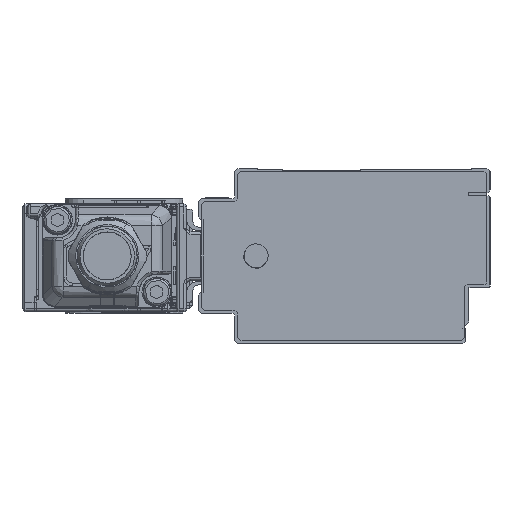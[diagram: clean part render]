
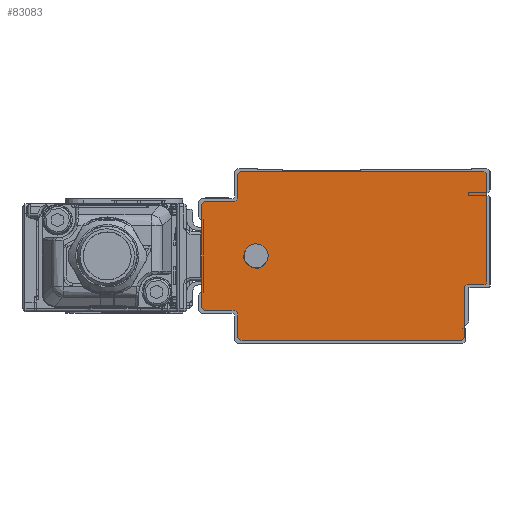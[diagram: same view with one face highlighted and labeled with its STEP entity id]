
A CAD part, left-side view. The second image highlights one B-rep face of the part: STEP entity #83083.
In plain terms, the highlighted planar face has unit normal (-1, 0, 0).
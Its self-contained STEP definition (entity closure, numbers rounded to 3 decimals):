
#80547=AXIS2_PLACEMENT_3D('Circle Axis2P3D',#80545,#80546,$) ;
#80585=AXIS2_PLACEMENT_3D('Circle Axis2P3D',#80583,#80584,$) ;
#80623=AXIS2_PLACEMENT_3D('Circle Axis2P3D',#80621,#80622,$) ;
#80661=AXIS2_PLACEMENT_3D('Circle Axis2P3D',#80659,#80660,$) ;
#82966=AXIS2_PLACEMENT_3D('Plane Axis2P3D',#82963,#82964,#82965) ;
#82970=AXIS2_PLACEMENT_3D('Circle Axis2P3D',#82968,#82969,$) ;
#82984=AXIS2_PLACEMENT_3D('Circle Axis2P3D',#82982,#82983,$) ;
#82998=AXIS2_PLACEMENT_3D('Circle Axis2P3D',#82996,#82997,$) ;
#83012=AXIS2_PLACEMENT_3D('Circle Axis2P3D',#83010,#83011,$) ;
#83026=AXIS2_PLACEMENT_3D('Circle Axis2P3D',#83024,#83025,$) ;
#83040=AXIS2_PLACEMENT_3D('Circle Axis2P3D',#83038,#83039,$) ;
#83067=AXIS2_PLACEMENT_3D('Circle Axis2P3D',#83065,#83066,$) ;
#83076=AXIS2_PLACEMENT_3D('Circle Axis2P3D',#83074,#83075,$) ;
#80503=CARTESIAN_POINT('Line Origine',(-2775.5,44.,14.5)) ;
#80507=CARTESIAN_POINT('Vertex',(-2775.5,44.,6.)) ;
#80509=CARTESIAN_POINT('Vertex',(-2775.5,44.,23.)) ;
#80545=CARTESIAN_POINT('Axis2P3D Location',(-2775.5,43.5,23.)) ;
#80549=CARTESIAN_POINT('Vertex',(-2775.5,43.5,23.5)) ;
#80564=CARTESIAN_POINT('Line Origine',(-2775.5,41.25,23.5)) ;
#80568=CARTESIAN_POINT('Vertex',(-2775.5,39.,23.5)) ;
#80583=CARTESIAN_POINT('Axis2P3D Location',(-2775.5,39.,24.5)) ;
#80587=CARTESIAN_POINT('Vertex',(-2775.5,38.,24.5)) ;
#80602=CARTESIAN_POINT('Line Origine',(-2775.5,38.,26.25)) ;
#80606=CARTESIAN_POINT('Vertex',(-2775.5,38.,28.)) ;
#80621=CARTESIAN_POINT('Axis2P3D Location',(-2775.5,37.5,28.)) ;
#80625=CARTESIAN_POINT('Vertex',(-2775.5,37.5,28.5)) ;
#80640=CARTESIAN_POINT('Line Origine',(-2775.5,17.25,28.5)) ;
#80644=CARTESIAN_POINT('Vertex',(-2775.5,-3.,28.5)) ;
#80659=CARTESIAN_POINT('Axis2P3D Location',(-2775.5,-3.,28.)) ;
#80663=CARTESIAN_POINT('Vertex',(-2775.5,-3.5,28.)) ;
#80678=CARTESIAN_POINT('Line Origine',(-2775.5,-3.5,19.1)) ;
#80682=CARTESIAN_POINT('Vertex',(-2775.5,-3.5,10.2)) ;
#82963=CARTESIAN_POINT('Axis2P3D Location',(-2775.5,0.,0.)) ;
#82968=CARTESIAN_POINT('Axis2P3D Location',(-2775.5,43.5,6.)) ;
#82972=CARTESIAN_POINT('Vertex',(-2775.5,43.5,5.5)) ;
#82975=CARTESIAN_POINT('Line Origine',(-2775.5,41.25,5.5)) ;
#82979=CARTESIAN_POINT('Vertex',(-2775.5,39.,5.5)) ;
#82982=CARTESIAN_POINT('Axis2P3D Location',(-2775.5,39.,4.5)) ;
#82986=CARTESIAN_POINT('Vertex',(-2775.5,38.,4.5)) ;
#82989=CARTESIAN_POINT('Line Origine',(-2775.5,38.,2.75)) ;
#82993=CARTESIAN_POINT('Vertex',(-2775.5,38.,1.)) ;
#82996=CARTESIAN_POINT('Axis2P3D Location',(-2775.5,37.5,1.)) ;
#83000=CARTESIAN_POINT('Vertex',(-2775.5,37.5,0.5)) ;
#83003=CARTESIAN_POINT('Line Origine',(-2775.5,19.15,0.5)) ;
#83007=CARTESIAN_POINT('Vertex',(-2775.5,0.8,0.5)) ;
#83010=CARTESIAN_POINT('Axis2P3D Location',(-2775.5,0.8,1.)) ;
#83014=CARTESIAN_POINT('Vertex',(-2775.5,0.3,1.)) ;
#83017=CARTESIAN_POINT('Line Origine',(-2775.5,0.3,5.1)) ;
#83021=CARTESIAN_POINT('Vertex',(-2775.5,0.3,9.2)) ;
#83024=CARTESIAN_POINT('Axis2P3D Location',(-2775.5,-0.2,9.2)) ;
#83028=CARTESIAN_POINT('Vertex',(-2775.5,-0.2,9.7)) ;
#83031=CARTESIAN_POINT('Line Origine',(-2775.5,-1.6,9.7)) ;
#83035=CARTESIAN_POINT('Vertex',(-2775.5,-3.,9.7)) ;
#83038=CARTESIAN_POINT('Axis2P3D Location',(-2775.5,-3.,10.2)) ;
#83065=CARTESIAN_POINT('Axis2P3D Location',(-2775.5,35.,14.5)) ;
#83069=CARTESIAN_POINT('Vertex',(-2775.5,33.186,13.509)) ;
#83071=CARTESIAN_POINT('Vertex',(-2775.5,36.814,15.491)) ;
#83074=CARTESIAN_POINT('Axis2P3D Location',(-2775.5,35.,14.5)) ;
#80504=DIRECTION('Vector Direction',(0.,0.,1.)) ;
#80546=DIRECTION('Axis2P3D Direction',(1.,0.,0.)) ;
#80565=DIRECTION('Vector Direction',(0.,1.,0.)) ;
#80584=DIRECTION('Axis2P3D Direction',(1.,0.,0.)) ;
#80603=DIRECTION('Vector Direction',(0.,0.,1.)) ;
#80622=DIRECTION('Axis2P3D Direction',(1.,0.,0.)) ;
#80641=DIRECTION('Vector Direction',(0.,1.,0.)) ;
#80660=DIRECTION('Axis2P3D Direction',(1.,0.,-0.)) ;
#80679=DIRECTION('Vector Direction',(0.,0.,-1.)) ;
#82964=DIRECTION('Axis2P3D Direction',(1.,0.,0.)) ;
#82965=DIRECTION('Axis2P3D XDirection',(0.,1.,0.)) ;
#82969=DIRECTION('Axis2P3D Direction',(1.,0.,0.)) ;
#82976=DIRECTION('Vector Direction',(0.,-1.,0.)) ;
#82983=DIRECTION('Axis2P3D Direction',(1.,0.,0.)) ;
#82990=DIRECTION('Vector Direction',(0.,0.,1.)) ;
#82997=DIRECTION('Axis2P3D Direction',(1.,0.,0.)) ;
#83004=DIRECTION('Vector Direction',(0.,-1.,0.)) ;
#83011=DIRECTION('Axis2P3D Direction',(1.,0.,0.)) ;
#83018=DIRECTION('Vector Direction',(0.,0.,-1.)) ;
#83025=DIRECTION('Axis2P3D Direction',(1.,0.,0.)) ;
#83032=DIRECTION('Vector Direction',(0.,1.,0.)) ;
#83039=DIRECTION('Axis2P3D Direction',(1.,0.,0.)) ;
#83066=DIRECTION('Axis2P3D Direction',(1.,0.,0.)) ;
#83075=DIRECTION('Axis2P3D Direction',(1.,0.,0.)) ;
#80505=VECTOR('Line Direction',#80504,1.) ;
#80566=VECTOR('Line Direction',#80565,1.) ;
#80604=VECTOR('Line Direction',#80603,1.) ;
#80642=VECTOR('Line Direction',#80641,1.) ;
#80680=VECTOR('Line Direction',#80679,1.) ;
#82977=VECTOR('Line Direction',#82976,1.) ;
#82991=VECTOR('Line Direction',#82990,1.) ;
#83005=VECTOR('Line Direction',#83004,1.) ;
#83019=VECTOR('Line Direction',#83018,1.) ;
#83033=VECTOR('Line Direction',#83032,1.) ;
#83044=ORIENTED_EDGE('',*,*,#80646,.F.) ;
#83045=ORIENTED_EDGE('',*,*,#80627,.F.) ;
#83046=ORIENTED_EDGE('',*,*,#80608,.F.) ;
#83047=ORIENTED_EDGE('',*,*,#80589,.F.) ;
#83048=ORIENTED_EDGE('',*,*,#80570,.F.) ;
#83049=ORIENTED_EDGE('',*,*,#80551,.F.) ;
#83050=ORIENTED_EDGE('',*,*,#80511,.F.) ;
#83051=ORIENTED_EDGE('',*,*,#82974,.F.) ;
#83052=ORIENTED_EDGE('',*,*,#82981,.F.) ;
#83053=ORIENTED_EDGE('',*,*,#82988,.F.) ;
#83054=ORIENTED_EDGE('',*,*,#82995,.F.) ;
#83055=ORIENTED_EDGE('',*,*,#83002,.F.) ;
#83056=ORIENTED_EDGE('',*,*,#83009,.F.) ;
#83057=ORIENTED_EDGE('',*,*,#83016,.F.) ;
#83058=ORIENTED_EDGE('',*,*,#83023,.F.) ;
#83059=ORIENTED_EDGE('',*,*,#83030,.F.) ;
#83060=ORIENTED_EDGE('',*,*,#83037,.F.) ;
#83061=ORIENTED_EDGE('',*,*,#83042,.F.) ;
#83062=ORIENTED_EDGE('',*,*,#80684,.F.) ;
#83063=ORIENTED_EDGE('',*,*,#80665,.F.) ;
#83080=ORIENTED_EDGE('',*,*,#83073,.T.) ;
#83081=ORIENTED_EDGE('',*,*,#83078,.T.) ;
#83082=FACE_BOUND('',#83079,.T.) ;
#83083=ADVANCED_FACE('\X2\FF8EFF9EFF83FF9EFF68FF70\X0\.2',(#83064,#83082),#82967,.F.) ;
#80548=CIRCLE('generated circle',#80547,0.5) ;
#80586=CIRCLE('generated circle',#80585,1.) ;
#80624=CIRCLE('generated circle',#80623,0.5) ;
#80662=CIRCLE('generated circle',#80661,0.5) ;
#82971=CIRCLE('generated circle',#82970,0.5) ;
#82985=CIRCLE('generated circle',#82984,1.) ;
#82999=CIRCLE('generated circle',#82998,0.5) ;
#83013=CIRCLE('generated circle',#83012,0.5) ;
#83027=CIRCLE('generated circle',#83026,0.5) ;
#83041=CIRCLE('generated circle',#83040,0.5) ;
#83068=CIRCLE('generated circle',#83067,2.067) ;
#83077=CIRCLE('generated circle',#83076,2.067) ;
#80511=EDGE_CURVE('',#80508,#80510,#80506,.T.) ;
#80551=EDGE_CURVE('',#80510,#80550,#80548,.T.) ;
#80570=EDGE_CURVE('',#80550,#80569,#80567,.F.) ;
#80589=EDGE_CURVE('',#80569,#80588,#80586,.F.) ;
#80608=EDGE_CURVE('',#80588,#80607,#80605,.T.) ;
#80627=EDGE_CURVE('',#80607,#80626,#80624,.T.) ;
#80646=EDGE_CURVE('',#80626,#80645,#80643,.F.) ;
#80665=EDGE_CURVE('',#80645,#80664,#80662,.T.) ;
#80684=EDGE_CURVE('',#80664,#80683,#80681,.T.) ;
#82974=EDGE_CURVE('',#82973,#80508,#82971,.T.) ;
#82981=EDGE_CURVE('',#82980,#82973,#82978,.F.) ;
#82988=EDGE_CURVE('',#82987,#82980,#82985,.F.) ;
#82995=EDGE_CURVE('',#82994,#82987,#82992,.T.) ;
#83002=EDGE_CURVE('',#83001,#82994,#82999,.T.) ;
#83009=EDGE_CURVE('',#83008,#83001,#83006,.F.) ;
#83016=EDGE_CURVE('',#83015,#83008,#83013,.T.) ;
#83023=EDGE_CURVE('',#83022,#83015,#83020,.T.) ;
#83030=EDGE_CURVE('',#83029,#83022,#83027,.F.) ;
#83037=EDGE_CURVE('',#83036,#83029,#83034,.T.) ;
#83042=EDGE_CURVE('',#80683,#83036,#83041,.T.) ;
#83073=EDGE_CURVE('',#83070,#83072,#83068,.T.) ;
#83078=EDGE_CURVE('',#83072,#83070,#83077,.T.) ;
#83043=EDGE_LOOP('',(#83044,#83045,#83046,#83047,#83048,#83049,#83050,#83051,#83052,#83053,#83054,#83055,#83056,#83057,#83058,#83059,#83060,#83061,#83062,#83063)) ;
#83079=EDGE_LOOP('',(#83080,#83081)) ;
#83064=FACE_OUTER_BOUND('',#83043,.T.) ;
#80506=LINE('Line',#80503,#80505) ;
#80567=LINE('Line',#80564,#80566) ;
#80605=LINE('Line',#80602,#80604) ;
#80643=LINE('Line',#80640,#80642) ;
#80681=LINE('Line',#80678,#80680) ;
#82978=LINE('Line',#82975,#82977) ;
#82992=LINE('Line',#82989,#82991) ;
#83006=LINE('Line',#83003,#83005) ;
#83020=LINE('Line',#83017,#83019) ;
#83034=LINE('Line',#83031,#83033) ;
#82967=PLANE('Plane',#82966) ;
#80508=VERTEX_POINT('',#80507) ;
#80510=VERTEX_POINT('',#80509) ;
#80550=VERTEX_POINT('',#80549) ;
#80569=VERTEX_POINT('',#80568) ;
#80588=VERTEX_POINT('',#80587) ;
#80607=VERTEX_POINT('',#80606) ;
#80626=VERTEX_POINT('',#80625) ;
#80645=VERTEX_POINT('',#80644) ;
#80664=VERTEX_POINT('',#80663) ;
#80683=VERTEX_POINT('',#80682) ;
#82973=VERTEX_POINT('',#82972) ;
#82980=VERTEX_POINT('',#82979) ;
#82987=VERTEX_POINT('',#82986) ;
#82994=VERTEX_POINT('',#82993) ;
#83001=VERTEX_POINT('',#83000) ;
#83008=VERTEX_POINT('',#83007) ;
#83015=VERTEX_POINT('',#83014) ;
#83022=VERTEX_POINT('',#83021) ;
#83029=VERTEX_POINT('',#83028) ;
#83036=VERTEX_POINT('',#83035) ;
#83070=VERTEX_POINT('',#83069) ;
#83072=VERTEX_POINT('',#83071) ;
